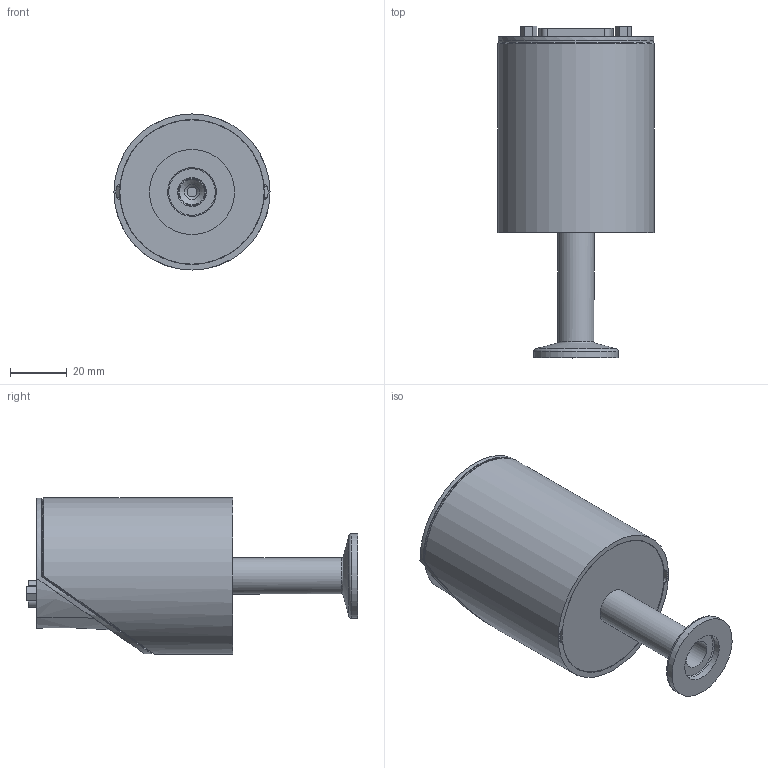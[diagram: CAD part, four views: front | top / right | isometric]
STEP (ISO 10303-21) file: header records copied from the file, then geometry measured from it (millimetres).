
FILE_DESCRIPTION((''),'2;1');
FILE_NAME('test.stp','2007-05-24T10:04:17',('BEM'),(''),'Autodesk Inventor 11','Autodesk Inventor 11','');
FILE_SCHEMA(('AUTOMOTIVE_DESIGN { 1 0 10303 214 1 1 1 1 }'));
Length unit declared in the file: millimetre
Products named in the file (1): Bauteil25
Bounding box: 55 x 117 x 55 mm (x, y, z)
Volume: 72581.8 mm3; surface area: 63089.3 mm2
Topology: 1 solids, 16 shells, 892 faces, 2368 edges, 1550 vertices
Faces by surface type: plane 435, cylinder 201, bspline 194, cone 41, sphere 15, torus 6
Full cylindrical faces by diameter (mm): 0.3 x3, 0.8 x15, 1.3 x2, 2.6 x3, 2.8 x3, 2.845 x2, 2.9 x3, 3 x2, 3.2 x5, 3.242 x1, 3.3 x1, 3.4 x3, 4 x2, 4.3 x1, 4.5 x2, 5.4 x1, 6 x1, 6.6 x3, 6.7 x1, 7 x2, 9.6 x1, 10.2 x1, 10.6 x1, 10.99 x1, 11 x2, 12.7 x1, 12.8 x1, 14.7 x1, 17.2 x1, 27 x1
Entity records: 31354 total; most frequent: CARTESIAN_POINT 11111, ORIENTED_EDGE 4282, DIRECTION 3710, EDGE_CURVE 2141, VERTEX_POINT 1491, AXIS2_PLACEMENT_3D 1276, VECTOR 1158, LINE 1158
